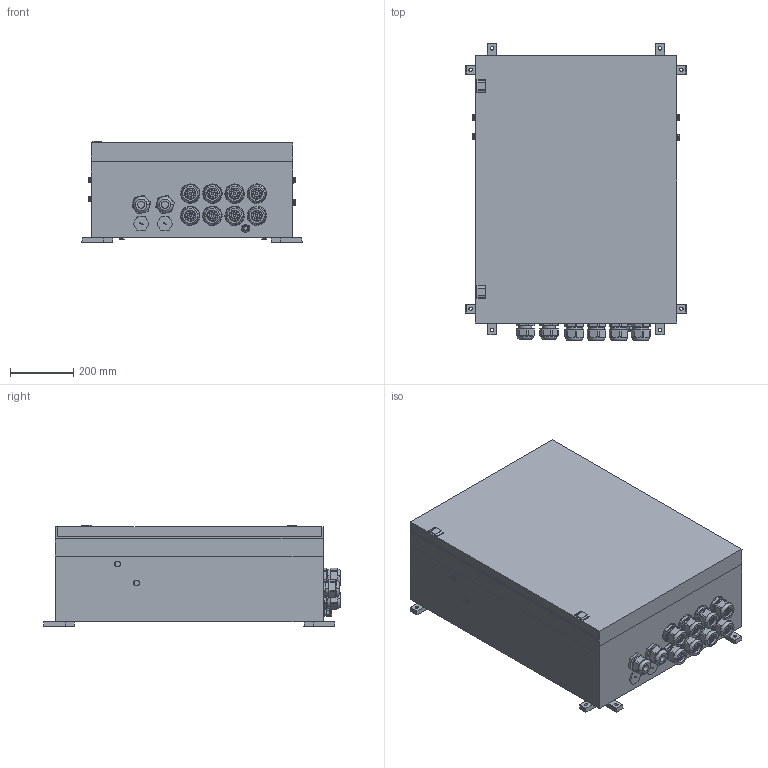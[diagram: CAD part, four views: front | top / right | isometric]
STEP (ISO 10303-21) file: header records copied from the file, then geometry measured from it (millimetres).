
FILE_DESCRIPTION(('CATIA V5 STEP Exchange','CAx-IF Rec.Pracs.--- Model Styling and Organization---1.4--- 2014-01-23'),'2;1');
FILE_NAME ('D1575402_0_8000060710_S3D_PV_232S0F4CXXV0O3TXPX15PWW.stp','2023-05-25T05:54:36+00:00',('none'),('Weidmueller'),'CATIA Version 5-6 Release 2016 SP3 HF44','CATIA V5 STEP AP214','none');
FILE_SCHEMA(('AUTOMOTIVE_DESIGN { 1 0 10303 214 1 1 1 1 }'));
Length unit declared in the file: millimetre
Products named in the file (1): S3D_PV_232S0F4CXXV0O3TXPX15PWW
Bounding box: 695.59 x 938.37 x 319.5 mm (x, y, z)
Volume: 162683104.1 mm3; surface area: 2301353.3 mm2
Topology: 22 solids, 22 shells, 1205 faces, 3292 edges, 2181 vertices
Faces by surface type: plane 528, cylinder 471, cone 140, torus 42, extrusion 16, bspline 8
Entity records: 41139 total; most frequent: CARTESIAN_POINT 11112, ORIENTED_EDGE 6568, DIRECTION 4657, EDGE_CURVE 3284, VERTEX_POINT 2181, AXIS2_PLACEMENT_3D 2046, VECTOR 1626, LINE 1610
